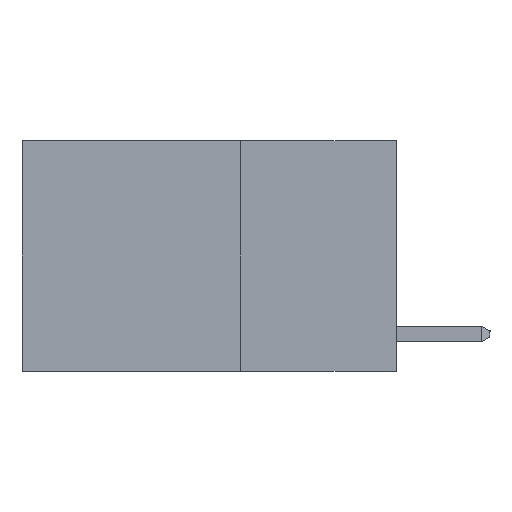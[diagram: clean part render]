
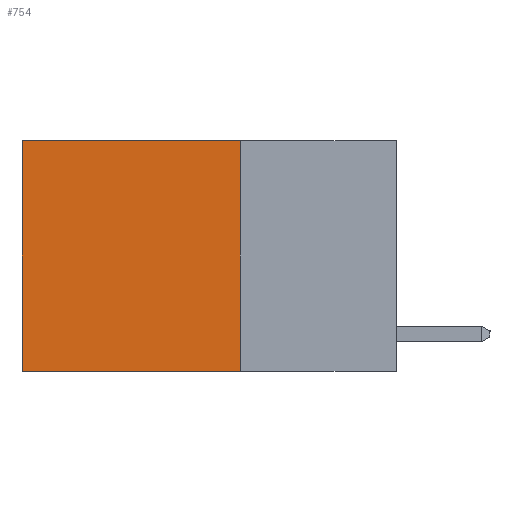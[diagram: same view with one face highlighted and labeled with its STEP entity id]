
A CAD part, left-side view. The second image highlights one B-rep face of the part: STEP entity #754.
In plain terms, the highlighted planar face has unit normal (-1, 0, 0).
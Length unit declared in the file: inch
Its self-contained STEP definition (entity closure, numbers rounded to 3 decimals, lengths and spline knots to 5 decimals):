
#192 = CARTESIAN_POINT ( 'NONE',  ( 0.2625, 0.6, -0.37 ) ) ;
#196 = VECTOR ( 'NONE', #14294, 39.37008 ) ;
#754 = ADVANCED_FACE ( 'NONE', ( #2331 ), #1273, .F. ) ;
#818 = VERTEX_POINT ( 'NONE', #1402 ) ;
#869 = CARTESIAN_POINT ( 'NONE',  ( 0.2625, 0.25, 0. ) ) ;
#1217 = DIRECTION ( 'NONE',  ( 1., 0., 0. ) ) ;
#1240 = CARTESIAN_POINT ( 'NONE',  ( 0.2625, 0.25, 0. ) ) ;
#1273 = PLANE ( 'NONE',  #9154 ) ;
#1402 = CARTESIAN_POINT ( 'NONE',  ( 0.2625, 0.25, -0.37 ) ) ;
#1700 = VERTEX_POINT ( 'NONE', #192 ) ;
#1810 = DIRECTION ( 'NONE',  ( 0., 0., -1. ) ) ;
#2021 = VECTOR ( 'NONE', #14106, 39.37008 ) ;
#2331 = FACE_OUTER_BOUND ( 'NONE', #13666, .T. ) ;
#3510 = EDGE_CURVE ( 'NONE', #11494, #818, #10751, .T. ) ;
#3532 = LINE ( 'NONE', #13112, #196 ) ;
#3766 = CARTESIAN_POINT ( 'NONE',  ( 0.2625, 0.25, 0. ) ) ;
#4445 = DIRECTION ( 'NONE',  ( 0., 0., -1. ) ) ;
#4734 = VECTOR ( 'NONE', #13584, 39.37008 ) ;
#5280 = LINE ( 'NONE', #15251, #2021 ) ;
#5428 = ORIENTED_EDGE ( 'NONE', *, *, #9773, .T. ) ;
#7442 = VECTOR ( 'NONE', #1810, 39.37008 ) ;
#7943 = ORIENTED_EDGE ( 'NONE', *, *, #13281, .T. ) ;
#8333 = ORIENTED_EDGE ( 'NONE', *, *, #14448, .F. ) ;
#9154 = AXIS2_PLACEMENT_3D ( 'NONE', #1240, #1217, #4445 ) ;
#9773 = EDGE_CURVE ( 'NONE', #11494, #12200, #11698, .T. ) ;
#10751 = LINE ( 'NONE', #11700, #7442 ) ;
#11494 = VERTEX_POINT ( 'NONE', #869 ) ;
#11640 = ORIENTED_EDGE ( 'NONE', *, *, #3510, .F. ) ;
#11698 = LINE ( 'NONE', #3766, #4734 ) ;
#11700 = CARTESIAN_POINT ( 'NONE',  ( 0.2625, 0.25, 0. ) ) ;
#12200 = VERTEX_POINT ( 'NONE', #13276 ) ;
#13112 = CARTESIAN_POINT ( 'NONE',  ( 0.2625, 0.25, -0.37 ) ) ;
#13276 = CARTESIAN_POINT ( 'NONE',  ( 0.2625, 0.6, 0. ) ) ;
#13281 = EDGE_CURVE ( 'NONE', #12200, #1700, #5280, .T. ) ;
#13584 = DIRECTION ( 'NONE',  ( 0., 1., 0. ) ) ;
#13666 = EDGE_LOOP ( 'NONE', ( #7943, #8333, #11640, #5428 ) ) ;
#14106 = DIRECTION ( 'NONE',  ( 0., 0., -1. ) ) ;
#14294 = DIRECTION ( 'NONE',  ( 0., 1., 0. ) ) ;
#14448 = EDGE_CURVE ( 'NONE', #818, #1700, #3532, .T. ) ;
#15251 = CARTESIAN_POINT ( 'NONE',  ( 0.2625, 0.6, 0. ) ) ;
